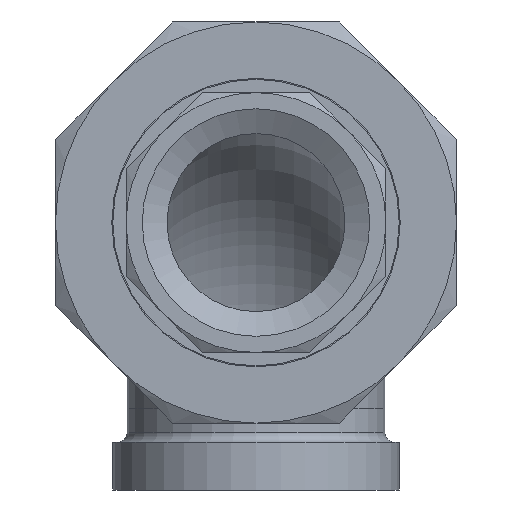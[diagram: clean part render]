
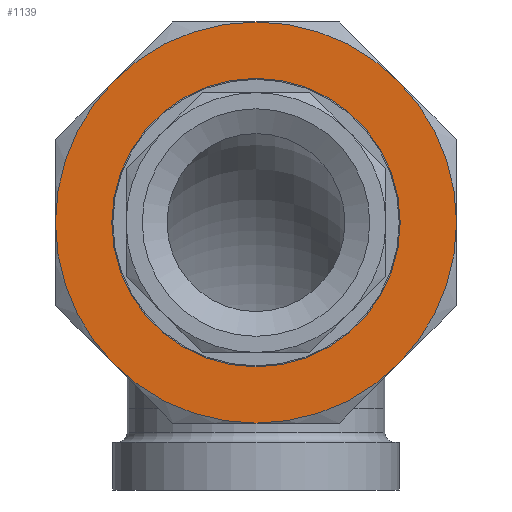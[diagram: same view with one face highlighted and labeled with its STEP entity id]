
A CAD part, left-side view. The second image highlights one B-rep face of the part: STEP entity #1139.
In plain terms, the highlighted planar face has unit normal (-1, 0, 0).
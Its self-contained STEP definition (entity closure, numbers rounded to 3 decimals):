
#122=FACE_BOUND('',#370,.T.);
#143=PLANE('',#1327);
#290=FACE_OUTER_BOUND('',#369,.T.);
#369=EDGE_LOOP('',(#897,#898,#899,#900,#901,#902,#903,#904));
#370=EDGE_LOOP('',(#905));
#431=CIRCLE('',#1278,15.1);
#433=CIRCLE('',#1282,21.);
#434=CIRCLE('',#1284,21.);
#435=CIRCLE('',#1286,21.);
#436=CIRCLE('',#1288,21.);
#437=CIRCLE('',#1290,21.);
#438=CIRCLE('',#1292,21.);
#439=CIRCLE('',#1294,21.);
#440=CIRCLE('',#1296,21.);
#503=VERTEX_POINT('',#1792);
#506=VERTEX_POINT('',#1800);
#507=VERTEX_POINT('',#1804);
#509=VERTEX_POINT('',#1811);
#511=VERTEX_POINT('',#1821);
#513=VERTEX_POINT('',#1834);
#515=VERTEX_POINT('',#1844);
#517=VERTEX_POINT('',#1854);
#519=VERTEX_POINT('',#1864);
#608=EDGE_CURVE('',#503,#503,#431,.T.);
#612=EDGE_CURVE('',#506,#507,#433,.T.);
#615=EDGE_CURVE('',#509,#506,#434,.T.);
#618=EDGE_CURVE('',#511,#509,#435,.T.);
#620=EDGE_CURVE('',#513,#511,#436,.T.);
#623=EDGE_CURVE('',#515,#513,#437,.T.);
#626=EDGE_CURVE('',#517,#515,#438,.T.);
#629=EDGE_CURVE('',#519,#517,#439,.T.);
#632=EDGE_CURVE('',#507,#519,#440,.T.);
#897=ORIENTED_EDGE('',*,*,#632,.T.);
#898=ORIENTED_EDGE('',*,*,#629,.T.);
#899=ORIENTED_EDGE('',*,*,#626,.T.);
#900=ORIENTED_EDGE('',*,*,#623,.T.);
#901=ORIENTED_EDGE('',*,*,#620,.T.);
#902=ORIENTED_EDGE('',*,*,#618,.T.);
#903=ORIENTED_EDGE('',*,*,#615,.T.);
#904=ORIENTED_EDGE('',*,*,#612,.T.);
#905=ORIENTED_EDGE('',*,*,#608,.T.);
#1139=ADVANCED_FACE('',(#290,#122),#143,.T.);
#1278=AXIS2_PLACEMENT_3D('',#1794,#1443,#1444);
#1282=AXIS2_PLACEMENT_3D('',#1808,#1451,#1452);
#1284=AXIS2_PLACEMENT_3D('',#1818,#1455,#1456);
#1286=AXIS2_PLACEMENT_3D('',#1828,#1459,#1460);
#1288=AXIS2_PLACEMENT_3D('',#1835,#1463,#1464);
#1290=AXIS2_PLACEMENT_3D('',#1845,#1467,#1468);
#1292=AXIS2_PLACEMENT_3D('',#1855,#1471,#1472);
#1294=AXIS2_PLACEMENT_3D('',#1865,#1475,#1476);
#1296=AXIS2_PLACEMENT_3D('',#1874,#1479,#1480);
#1327=AXIS2_PLACEMENT_3D('',#1985,#1551,#1552);
#1443=DIRECTION('center_axis',(1.,0.,0.));
#1444=DIRECTION('ref_axis',(0.,0.,-1.));
#1451=DIRECTION('center_axis',(-1.,0.,0.));
#1452=DIRECTION('ref_axis',(0.,1.,0.));
#1455=DIRECTION('center_axis',(-1.,0.,0.));
#1456=DIRECTION('ref_axis',(0.,1.,0.));
#1459=DIRECTION('center_axis',(-1.,0.,0.));
#1460=DIRECTION('ref_axis',(0.,1.,0.));
#1463=DIRECTION('center_axis',(-1.,0.,0.));
#1464=DIRECTION('ref_axis',(0.,1.,0.));
#1467=DIRECTION('center_axis',(-1.,0.,0.));
#1468=DIRECTION('ref_axis',(0.,1.,0.));
#1471=DIRECTION('center_axis',(-1.,0.,0.));
#1472=DIRECTION('ref_axis',(0.,1.,0.));
#1475=DIRECTION('center_axis',(-1.,0.,0.));
#1476=DIRECTION('ref_axis',(0.,1.,0.));
#1479=DIRECTION('center_axis',(-1.,0.,0.));
#1480=DIRECTION('ref_axis',(0.,1.,0.));
#1551=DIRECTION('center_axis',(-1.,0.,0.));
#1552=DIRECTION('ref_axis',(0.,0.,1.));
#1792=CARTESIAN_POINT('',(-17.,0.,15.1));
#1794=CARTESIAN_POINT('Origin',(-17.,0.,0.));
#1800=CARTESIAN_POINT('',(-17.,0.,21.));
#1804=CARTESIAN_POINT('',(-17.,14.849,14.849));
#1808=CARTESIAN_POINT('Origin',(-17.,0.,0.));
#1811=CARTESIAN_POINT('',(-17.,-14.849,14.849));
#1818=CARTESIAN_POINT('Origin',(-17.,0.,0.));
#1821=CARTESIAN_POINT('',(-17.,-21.,0.));
#1828=CARTESIAN_POINT('Origin',(-17.,0.,0.));
#1834=CARTESIAN_POINT('',(-17.,-14.849,-14.849));
#1835=CARTESIAN_POINT('Origin',(-17.,0.,0.));
#1844=CARTESIAN_POINT('',(-17.,0.,-21.));
#1845=CARTESIAN_POINT('Origin',(-17.,0.,0.));
#1854=CARTESIAN_POINT('',(-17.,14.849,-14.849));
#1855=CARTESIAN_POINT('Origin',(-17.,0.,0.));
#1864=CARTESIAN_POINT('',(-17.,21.,0.));
#1865=CARTESIAN_POINT('Origin',(-17.,0.,0.));
#1874=CARTESIAN_POINT('Origin',(-17.,0.,0.));
#1985=CARTESIAN_POINT('Origin',(-17.,0.,0.));
